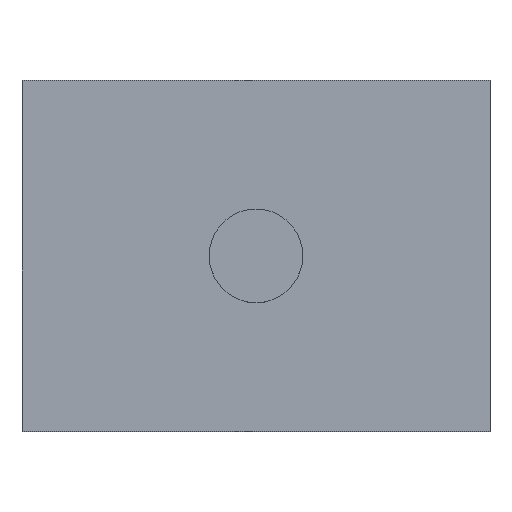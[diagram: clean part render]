
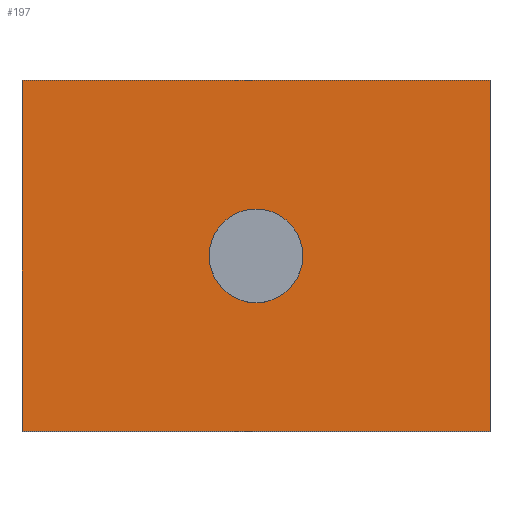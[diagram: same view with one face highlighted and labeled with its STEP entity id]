
A CAD part, top view. The second image highlights one B-rep face of the part: STEP entity #197.
In plain terms, the highlighted planar face has unit normal (0, 0, 1).
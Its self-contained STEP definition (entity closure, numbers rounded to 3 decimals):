
#12 = EDGE_CURVE ( 'NONE', #42, #70, #15, .T. ) ;
#14 = VECTOR ( 'NONE', #182, 1000. ) ;
#15 = LINE ( 'NONE', #157, #192 ) ;
#21 = PLANE ( 'NONE',  #203 ) ;
#25 = VECTOR ( 'NONE', #132, 1000. ) ;
#29 = DIRECTION ( 'NONE',  ( 0., 0., 1. ) ) ;
#40 = DIRECTION ( 'NONE',  ( -1., 0., 0. ) ) ;
#42 = VERTEX_POINT ( 'NONE', #86 ) ;
#45 = EDGE_CURVE ( 'NONE', #240, #98, #214, .T. ) ;
#48 = DIRECTION ( 'NONE',  ( 0., 0., 1. ) ) ;
#49 = ORIENTED_EDGE ( 'NONE', *, *, #95, .F. ) ;
#51 = EDGE_CURVE ( 'NONE', #70, #240, #256, .T. ) ;
#55 = CARTESIAN_POINT ( 'NONE',  ( 100., 0., 0. ) ) ;
#70 = VERTEX_POINT ( 'NONE', #238 ) ;
#81 = DIRECTION ( 'NONE',  ( 1., 0., 0. ) ) ;
#86 = CARTESIAN_POINT ( 'NONE',  ( 100., 75., 0. ) ) ;
#95 = EDGE_CURVE ( 'NONE', #169, #234, #175, .T. ) ;
#97 = FACE_OUTER_BOUND ( 'NONE', #313, .T. ) ;
#98 = VERTEX_POINT ( 'NONE', #164 ) ;
#100 = AXIS2_PLACEMENT_3D ( 'NONE', #283, #29, #81 ) ;
#107 = CARTESIAN_POINT ( 'NONE',  ( -100., -75., 0. ) ) ;
#115 = CARTESIAN_POINT ( 'NONE',  ( 20., 0., 0. ) ) ;
#117 = ORIENTED_EDGE ( 'NONE', *, *, #45, .T. ) ;
#125 = DIRECTION ( 'NONE',  ( 1., 0., 0. ) ) ;
#132 = DIRECTION ( 'NONE',  ( 1., 0., 0. ) ) ;
#135 = CARTESIAN_POINT ( 'NONE',  ( 0., 0., 0. ) ) ;
#157 = CARTESIAN_POINT ( 'NONE',  ( 0., 75., 0. ) ) ;
#164 = CARTESIAN_POINT ( 'NONE',  ( 100., -75., 0. ) ) ;
#169 = VERTEX_POINT ( 'NONE', #115 ) ;
#171 = EDGE_LOOP ( 'NONE', ( #49, #174 ) ) ;
#174 = ORIENTED_EDGE ( 'NONE', *, *, #281, .F. ) ;
#175 = CIRCLE ( 'NONE', #216, 20. ) ;
#182 = DIRECTION ( 'NONE',  ( 0., 1., 0. ) ) ;
#189 = DIRECTION ( 'NONE',  ( 0., -1., 0. ) ) ;
#192 = VECTOR ( 'NONE', #40, 1000. ) ;
#195 = CARTESIAN_POINT ( 'NONE',  ( 0., 0., 0. ) ) ;
#197 = ADVANCED_FACE ( 'NONE', ( #296, #97 ), #21, .T. ) ;
#203 = AXIS2_PLACEMENT_3D ( 'NONE', #195, #48, #125 ) ;
#214 = LINE ( 'NONE', #306, #25 ) ;
#216 = AXIS2_PLACEMENT_3D ( 'NONE', #135, #259, #239 ) ;
#220 = VECTOR ( 'NONE', #189, 1000. ) ;
#234 = VERTEX_POINT ( 'NONE', #278 ) ;
#238 = CARTESIAN_POINT ( 'NONE',  ( -100., 75., 0. ) ) ;
#239 = DIRECTION ( 'NONE',  ( 1., 0., 0. ) ) ;
#240 = VERTEX_POINT ( 'NONE', #107 ) ;
#248 = ORIENTED_EDGE ( 'NONE', *, *, #291, .T. ) ;
#256 = LINE ( 'NONE', #304, #220 ) ;
#259 = DIRECTION ( 'NONE',  ( 0., 0., 1. ) ) ;
#265 = ORIENTED_EDGE ( 'NONE', *, *, #51, .T. ) ;
#275 = CIRCLE ( 'NONE', #100, 20. ) ;
#278 = CARTESIAN_POINT ( 'NONE',  ( -20., 0., 0. ) ) ;
#280 = LINE ( 'NONE', #55, #14 ) ;
#281 = EDGE_CURVE ( 'NONE', #234, #169, #275, .T. ) ;
#283 = CARTESIAN_POINT ( 'NONE',  ( 0., 0., 0. ) ) ;
#291 = EDGE_CURVE ( 'NONE', #98, #42, #280, .T. ) ;
#296 = FACE_BOUND ( 'NONE', #171, .T. ) ;
#304 = CARTESIAN_POINT ( 'NONE',  ( -100., 0., 0. ) ) ;
#306 = CARTESIAN_POINT ( 'NONE',  ( 0., -75., 0. ) ) ;
#313 = EDGE_LOOP ( 'NONE', ( #265, #117, #248, #314 ) ) ;
#314 = ORIENTED_EDGE ( 'NONE', *, *, #12, .T. ) ;
